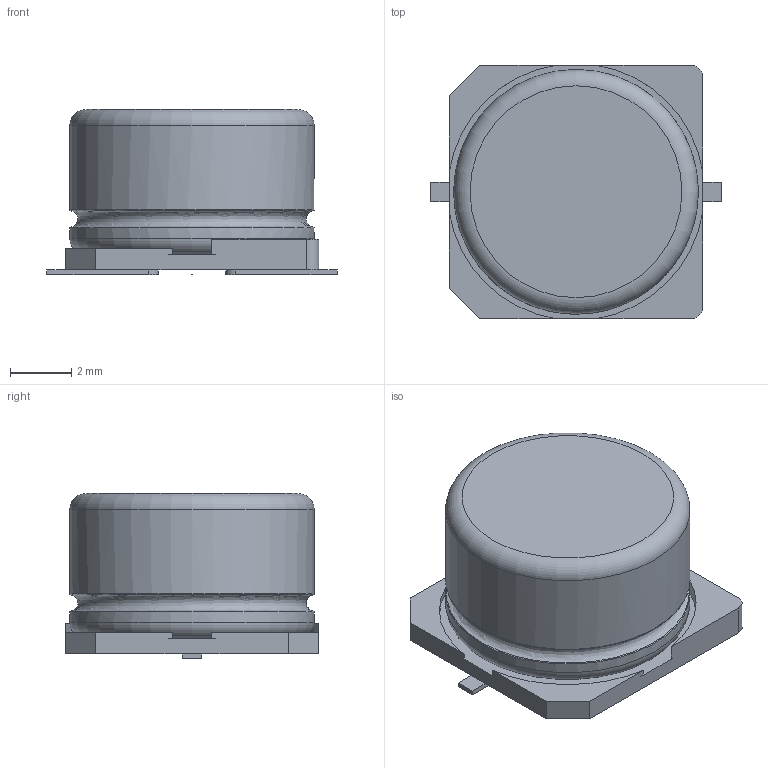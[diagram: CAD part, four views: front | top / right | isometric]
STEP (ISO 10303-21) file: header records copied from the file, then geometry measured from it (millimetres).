
FILE_DESCRIPTION(/* description */ ('model of C_Elec_8x5.4'),/* implementation_level */ '2;1');
FILE_NAME(/* name */ 'C_Elec_8x5.4.step',/* time_stamp */ '2018-12-28T07:42:06',/* author */ ('kicad StepUp','ksu'),/* organization */ ('FreeCAD'),/* preprocessor_version */ 'OCC',/* originating_system */ 'kicad StepUp',/* authorisation */ '');
FILE_SCHEMA(('AUTOMOTIVE_DESIGN { 1 0 10303 214 1 1 1 1 }'));
Length unit declared in the file: millimetre
Products named in the file (1): C_Elec_8x54
Bounding box: 9.5 x 8.3 x 5.4 mm (x, y, z)
Volume: 272.1 mm3; surface area: 311.3 mm2
Topology: 2 solids, 2 shells, 41 faces, 98 edges, 62 vertices
Faces by surface type: plane 25, cylinder 11, torus 2, bspline 2, revolution 1
Full cylindrical faces by diameter (mm): 0.02 x1, 8 x2
Entity records: 911 total; most frequent: CARTESIAN_POINT 187, ORIENTED_EDGE 158, EDGE_CURVE 98, VERTEX_POINT 62, LINE 57, AXIS2_PLACEMENT_3D 51, FACE_BOUND 42, EDGE_LOOP 42
